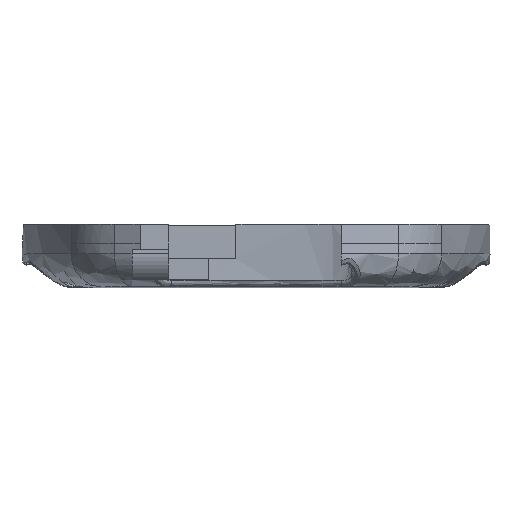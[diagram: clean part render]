
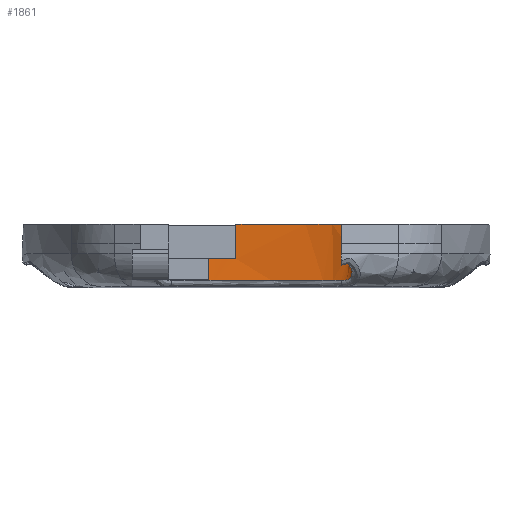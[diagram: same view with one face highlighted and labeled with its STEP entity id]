
A CAD part, top view. The second image highlights one B-rep face of the part: STEP entity #1861.
In plain terms, the highlighted free-form (B-spline) face has degree [1, 2] with [2, 7] control points.
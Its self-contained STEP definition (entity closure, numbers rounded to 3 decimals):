
#75=ELLIPSE('',#1950,10.,2.);
#81=ELLIPSE('',#1974,10.,2.);
#82=ELLIPSE('',#1975,10.,2.);
#125=(
BOUNDED_SURFACE()
B_SPLINE_SURFACE(1,2,((#3290,#3291,#3292,#3293,#3294,#3295,#3296),(#3297,
#3298,#3299,#3300,#3301,#3302,#3303)),.UNSPECIFIED.,.F.,.F.,.F.)
B_SPLINE_SURFACE_WITH_KNOTS((2,2),(3,2,2,3),(-0.1,0.486),(-2.805,
-1.71,-0.614,0.481),.UNSPECIFIED.)
GEOMETRIC_REPRESENTATION_ITEM()
RATIONAL_B_SPLINE_SURFACE(((1.,0.854,1.,0.854,1.,
0.854,1.),(1.,0.854,1.,0.854,1.,0.854,
1.)))
REPRESENTATION_ITEM('')
SURFACE()
);
#164=FACE_OUTER_BOUND('',#274,.T.);
#274=EDGE_LOOP('',(#1399,#1400,#1401,#1402,#1403,#1404,#1405,#1406,#1407));
#421=LINE('',#3308,#541);
#422=LINE('',#3324,#542);
#423=LINE('',#3325,#543);
#541=VECTOR('',#2166,10.);
#542=VECTOR('',#2169,10.);
#543=VECTOR('',#2170,10.);
#651=B_SPLINE_CURVE_WITH_KNOTS('',3,(#3257,#3258,#3259,#3260,#3261,#3262,
#3263,#3264,#3265,#3266,#3267,#3268,#3269,#3270,#3271,#3272,#3273,#3274,
#3275,#3276,#3277,#3278,#3279,#3280,#3281,#3282,#3283,#3284,#3285,#3286,
#3287,#3288),.UNSPECIFIED.,.F.,.F.,(4,1,1,1,1,1,1,1,1,1,1,1,1,1,1,1,1,1,
1,1,1,1,1,1,1,1,1,1,1,4),(2.424,2.452,2.454,
2.457,2.463,2.473,2.484,2.489,
2.495,2.538,2.54,2.543,2.548,
2.554,2.559,2.564,2.581,2.591,
2.623,2.645,2.666,2.688,2.699,
2.709,2.752,2.795,2.838,2.881,
2.924,2.967),.UNSPECIFIED.);
#652=B_SPLINE_CURVE_WITH_KNOTS('',3,(#3312,#3313,#3314,#3315),
 .UNSPECIFIED.,.F.,.F.,(4,4),(0.,0.074),
 .UNSPECIFIED.);
#653=B_SPLINE_CURVE_WITH_KNOTS('',3,(#3316,#3317,#3318,#3319,#3320,#3321,
#3322,#3323),.UNSPECIFIED.,.F.,.F.,(4,1,1,1,1,4),(-1.841,-1.578,
-1.315,-0.789,-0.263,0.),
 .UNSPECIFIED.);
#745=VERTEX_POINT('',#2448);
#746=VERTEX_POINT('',#2450);
#827=VERTEX_POINT('',#3248);
#828=VERTEX_POINT('',#3256);
#829=VERTEX_POINT('',#3304);
#830=VERTEX_POINT('',#3305);
#831=VERTEX_POINT('',#3307);
#832=VERTEX_POINT('',#3309);
#833=VERTEX_POINT('',#3311);
#938=EDGE_CURVE('',#745,#746,#75,.T.);
#1046=EDGE_CURVE('',#827,#828,#651,.T.);
#1048=EDGE_CURVE('',#829,#830,#81,.T.);
#1049=EDGE_CURVE('',#830,#831,#421,.T.);
#1050=EDGE_CURVE('',#831,#832,#82,.T.);
#1051=EDGE_CURVE('',#833,#832,#652,.T.);
#1052=EDGE_CURVE('',#828,#833,#653,.T.);
#1053=EDGE_CURVE('',#827,#746,#422,.T.);
#1054=EDGE_CURVE('',#745,#829,#423,.T.);
#1399=ORIENTED_EDGE('',*,*,#1048,.T.);
#1400=ORIENTED_EDGE('',*,*,#1049,.T.);
#1401=ORIENTED_EDGE('',*,*,#1050,.T.);
#1402=ORIENTED_EDGE('',*,*,#1051,.F.);
#1403=ORIENTED_EDGE('',*,*,#1052,.F.);
#1404=ORIENTED_EDGE('',*,*,#1046,.F.);
#1405=ORIENTED_EDGE('',*,*,#1053,.T.);
#1406=ORIENTED_EDGE('',*,*,#938,.F.);
#1407=ORIENTED_EDGE('',*,*,#1054,.T.);
#1861=ADVANCED_FACE('',(#164),#125,.T.);
#1950=AXIS2_PLACEMENT_3D('',#2451,#2067,#2068);
#1974=AXIS2_PLACEMENT_3D('',#3306,#2164,#2165);
#1975=AXIS2_PLACEMENT_3D('',#3310,#2167,#2168);
#2067=DIRECTION('center_axis',(0.,-1.,0.));
#2068=DIRECTION('ref_axis',(1.,0.,0.));
#2164=DIRECTION('center_axis',(0.,1.,0.));
#2165=DIRECTION('ref_axis',(1.,0.,0.));
#2166=DIRECTION('',(0.,-1.,0.));
#2167=DIRECTION('center_axis',(0.,1.,0.));
#2168=DIRECTION('ref_axis',(1.,0.,0.));
#2169=DIRECTION('',(0.,1.,0.));
#2170=DIRECTION('',(0.,-1.,0.));
#2448=CARTESIAN_POINT('',(13.864,2.6,63.536));
#2450=CARTESIAN_POINT('',(24.864,2.6,66.416));
#2451=CARTESIAN_POINT('Origin',(16.,2.6,65.49));
#3248=CARTESIAN_POINT('',(24.864,-0.935,66.416));
#3256=CARTESIAN_POINT('',(24.859,-3.26,64.562));
#3257=CARTESIAN_POINT('Ctrl Pts',(24.864,-0.935,66.416));
#3258=CARTESIAN_POINT('Ctrl Pts',(24.939,-0.911,66.387));
#3259=CARTESIAN_POINT('Ctrl Pts',(25.021,-0.891,66.354));
#3260=CARTESIAN_POINT('Ctrl Pts',(25.109,-0.884,66.315));
#3261=CARTESIAN_POINT('Ctrl Pts',(25.138,-0.883,66.302));
#3262=CARTESIAN_POINT('Ctrl Pts',(25.188,-0.883,66.28));
#3263=CARTESIAN_POINT('Ctrl Pts',(25.257,-0.892,66.247));
#3264=CARTESIAN_POINT('Ctrl Pts',(25.323,-0.911,66.214));
#3265=CARTESIAN_POINT('Ctrl Pts',(25.373,-0.933,66.187));
#3266=CARTESIAN_POINT('Ctrl Pts',(25.495,-0.994,66.12));
#3267=CARTESIAN_POINT('Ctrl Pts',(25.591,-1.083,66.059));
#3268=CARTESIAN_POINT('Ctrl Pts',(25.666,-1.178,66.002));
#3269=CARTESIAN_POINT('Ctrl Pts',(25.683,-1.199,65.99));
#3270=CARTESIAN_POINT('Ctrl Pts',(25.702,-1.226,65.974));
#3271=CARTESIAN_POINT('Ctrl Pts',(25.725,-1.259,65.956));
#3272=CARTESIAN_POINT('Ctrl Pts',(25.746,-1.293,65.938));
#3273=CARTESIAN_POINT('Ctrl Pts',(25.78,-1.351,65.907));
#3274=CARTESIAN_POINT('Ctrl Pts',(25.817,-1.422,65.872));
#3275=CARTESIAN_POINT('Ctrl Pts',(25.874,-1.556,65.809));
#3276=CARTESIAN_POINT('Ctrl Pts',(25.922,-1.708,65.743));
#3277=CARTESIAN_POINT('Ctrl Pts',(25.961,-1.889,65.671));
#3278=CARTESIAN_POINT('Ctrl Pts',(25.983,-2.044,65.611));
#3279=CARTESIAN_POINT('Ctrl Pts',(25.994,-2.173,65.563));
#3280=CARTESIAN_POINT('Ctrl Pts',(25.999,-2.274,65.524));
#3281=CARTESIAN_POINT('Ctrl Pts',(26.002,-2.424,65.465));
#3282=CARTESIAN_POINT('Ctrl Pts',(25.99,-2.64,65.373));
#3283=CARTESIAN_POINT('Ctrl Pts',(25.925,-2.887,65.228));
#3284=CARTESIAN_POINT('Ctrl Pts',(25.775,-3.071,65.055));
#3285=CARTESIAN_POINT('Ctrl Pts',(25.529,-3.187,64.874));
#3286=CARTESIAN_POINT('Ctrl Pts',(25.215,-3.248,64.707));
#3287=CARTESIAN_POINT('Ctrl Pts',(24.98,-3.26,64.608));
#3288=CARTESIAN_POINT('Ctrl Pts',(24.859,-3.26,64.562));
#3290=CARTESIAN_POINT('Ctrl Pts',(6.56,2.6,64.83));
#3291=CARTESIAN_POINT('Ctrl Pts',(8.573,2.6,63.678));
#3292=CARTESIAN_POINT('Ctrl Pts',(14.614,2.6,63.509));
#3293=CARTESIAN_POINT('Ctrl Pts',(20.656,2.6,63.34));
#3294=CARTESIAN_POINT('Ctrl Pts',(24.172,2.6,64.337));
#3295=CARTESIAN_POINT('Ctrl Pts',(27.688,2.6,65.334));
#3296=CARTESIAN_POINT('Ctrl Pts',(24.864,2.6,66.416));
#3297=CARTESIAN_POINT('Ctrl Pts',(6.56,-3.26,64.83));
#3298=CARTESIAN_POINT('Ctrl Pts',(8.573,-3.26,63.678));
#3299=CARTESIAN_POINT('Ctrl Pts',(14.614,-3.26,63.509));
#3300=CARTESIAN_POINT('Ctrl Pts',(20.656,-3.26,63.34));
#3301=CARTESIAN_POINT('Ctrl Pts',(24.172,-3.26,64.337));
#3302=CARTESIAN_POINT('Ctrl Pts',(27.688,-3.26,65.334));
#3303=CARTESIAN_POINT('Ctrl Pts',(24.864,-3.26,66.416));
#3304=CARTESIAN_POINT('',(13.864,-1.,63.536));
#3305=CARTESIAN_POINT('',(11.,-1.,63.758));
#3306=CARTESIAN_POINT('Origin',(16.,-1.,65.49));
#3307=CARTESIAN_POINT('',(11.,-3.2,63.758));
#3308=CARTESIAN_POINT('',(11.,1.6,63.758));
#3309=CARTESIAN_POINT('',(6.56,-3.2,64.83));
#3310=CARTESIAN_POINT('Origin',(16.,-3.2,65.49));
#3311=CARTESIAN_POINT('',(7.141,-3.26,64.562));
#3312=CARTESIAN_POINT('Ctrl Pts',(7.141,-3.26,64.562));
#3313=CARTESIAN_POINT('Ctrl Pts',(6.932,-3.26,64.642));
#3314=CARTESIAN_POINT('Ctrl Pts',(6.731,-3.243,64.732));
#3315=CARTESIAN_POINT('Ctrl Pts',(6.56,-3.2,64.83));
#3316=CARTESIAN_POINT('Ctrl Pts',(24.859,-3.26,64.562));
#3317=CARTESIAN_POINT('Ctrl Pts',(24.118,-3.26,64.279));
#3318=CARTESIAN_POINT('Ctrl Pts',(22.445,-3.26,63.917));
#3319=CARTESIAN_POINT('Ctrl Pts',(19.042,-3.26,63.52));
#3320=CARTESIAN_POINT('Ctrl Pts',(14.703,-3.26,63.424));
#3321=CARTESIAN_POINT('Ctrl Pts',(10.389,-3.26,63.742));
#3322=CARTESIAN_POINT('Ctrl Pts',(7.882,-3.26,64.279));
#3323=CARTESIAN_POINT('Ctrl Pts',(7.141,-3.26,64.562));
#3324=CARTESIAN_POINT('',(24.864,1.6,66.416));
#3325=CARTESIAN_POINT('',(13.864,1.6,63.536));
